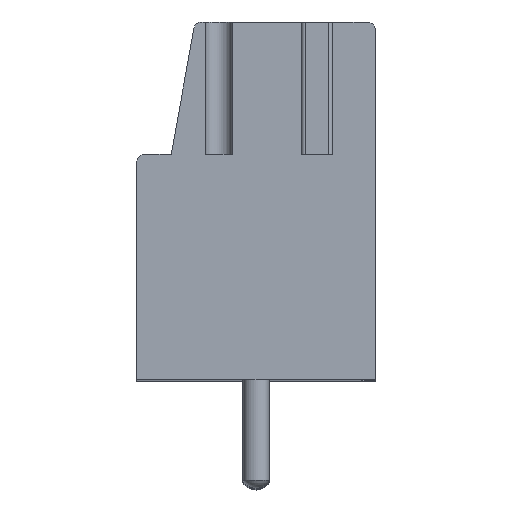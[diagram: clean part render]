
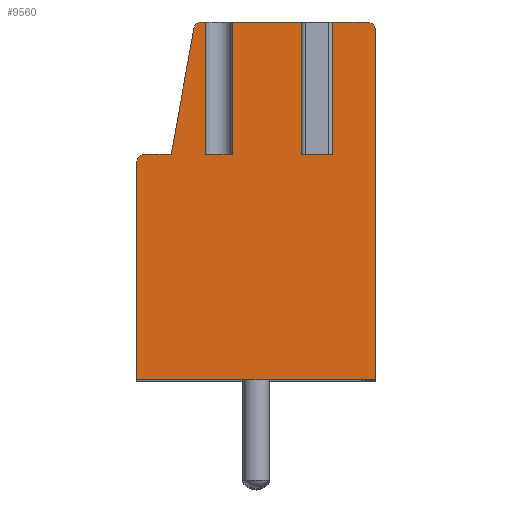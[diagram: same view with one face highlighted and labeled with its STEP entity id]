
A CAD part, top view. The second image highlights one B-rep face of the part: STEP entity #9560.
In plain terms, the highlighted planar face has unit normal (0, 0, 1).
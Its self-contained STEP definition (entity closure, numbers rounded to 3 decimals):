
#52=DIRECTION('',(1.,0.,0.));
#53=VECTOR('',#52,1.);
#54=CARTESIAN_POINT('',(-1.9,3.36,37.5));
#55=LINE('',#54,#53);
#56=DIRECTION('',(0.,1.,0.));
#57=VECTOR('',#56,5.);
#58=CARTESIAN_POINT('',(-0.9,3.36,37.5));
#59=LINE('',#58,#57);
#60=DIRECTION('',(-1.,0.,0.));
#61=VECTOR('',#60,2.8);
#62=CARTESIAN_POINT('',(1.9,8.36,37.5));
#63=LINE('',#62,#61);
#64=DIRECTION('',(0.,1.,0.));
#65=VECTOR('',#64,5.);
#66=CARTESIAN_POINT('',(1.9,3.36,37.5));
#67=LINE('',#66,#65);
#68=DIRECTION('',(1.,0.,0.));
#69=VECTOR('',#68,0.8);
#70=CARTESIAN_POINT('',(1.9,3.36,37.5));
#71=LINE('',#70,#69);
#72=DIRECTION('',(0.,1.,0.));
#73=VECTOR('',#72,5.);
#74=CARTESIAN_POINT('',(2.7,3.36,37.5));
#75=LINE('',#74,#73);
#76=DIRECTION('',(-1.,0.,0.));
#77=VECTOR('',#76,1.5);
#78=CARTESIAN_POINT('',(4.2,8.36,37.5));
#79=LINE('',#78,#77);
#80=CARTESIAN_POINT('',(4.2,8.06,37.5));
#81=DIRECTION('',(0.,0.,1.));
#82=DIRECTION('',(1.,0.,0.));
#83=AXIS2_PLACEMENT_3D('',#80,#81,#82);
#85=DIRECTION('',(0.,1.,0.));
#86=VECTOR('',#85,13.2);
#87=CARTESIAN_POINT('',(4.5,-5.14,37.5));
#88=LINE('',#87,#86);
#89=DIRECTION('',(1.,0.,0.));
#90=VECTOR('',#89,9.);
#91=CARTESIAN_POINT('',(-4.5,-5.14,37.5));
#92=LINE('',#91,#90);
#93=DIRECTION('',(0.,-1.,0.));
#94=VECTOR('',#93,8.2);
#95=CARTESIAN_POINT('',(-4.5,3.06,37.5));
#96=LINE('',#95,#94);
#97=CARTESIAN_POINT('',(-4.2,3.06,37.5));
#98=DIRECTION('',(0.,0.,1.));
#99=DIRECTION('',(0.,1.,0.));
#100=AXIS2_PLACEMENT_3D('',#97,#98,#99);
#102=DIRECTION('',(-1.,0.,0.));
#103=VECTOR('',#102,1.);
#104=CARTESIAN_POINT('',(-3.2,3.36,37.5));
#105=LINE('',#104,#103);
#106=DIRECTION('',(-0.177,-0.984,0.));
#107=VECTOR('',#106,4.829);
#108=CARTESIAN_POINT('',(-2.345,8.113,37.5));
#109=LINE('',#108,#107);
#110=CARTESIAN_POINT('',(-2.05,8.06,37.5));
#111=DIRECTION('',(0.,0.,1.));
#112=DIRECTION('',(0.,1.,0.));
#113=AXIS2_PLACEMENT_3D('',#110,#111,#112);
#115=DIRECTION('',(-1.,0.,0.));
#116=VECTOR('',#115,0.15);
#117=CARTESIAN_POINT('',(-1.9,8.36,37.5));
#118=LINE('',#117,#116);
#119=DIRECTION('',(0.,1.,0.));
#120=VECTOR('',#119,5.);
#121=CARTESIAN_POINT('',(-1.9,3.36,37.5));
#122=LINE('',#121,#120);
#7414=CARTESIAN_POINT('',(4.5,-5.14,37.5));
#7415=CARTESIAN_POINT('',(4.5,8.06,37.5));
#7416=VERTEX_POINT('',#7414);
#7417=VERTEX_POINT('',#7415);
#7418=CARTESIAN_POINT('',(4.2,8.36,37.5));
#7419=VERTEX_POINT('',#7418);
#7420=CARTESIAN_POINT('',(-2.05,8.36,37.5));
#7421=CARTESIAN_POINT('',(-2.345,8.113,37.5));
#7422=VERTEX_POINT('',#7420);
#7423=VERTEX_POINT('',#7421);
#7424=CARTESIAN_POINT('',(-3.2,3.36,37.5));
#7425=VERTEX_POINT('',#7424);
#7426=CARTESIAN_POINT('',(-4.2,3.36,37.5));
#7427=VERTEX_POINT('',#7426);
#7428=CARTESIAN_POINT('',(-4.5,3.06,37.5));
#7429=VERTEX_POINT('',#7428);
#7430=CARTESIAN_POINT('',(-4.5,-5.14,37.5));
#7431=VERTEX_POINT('',#7430);
#7729=CARTESIAN_POINT('',(1.9,3.36,37.5));
#7730=CARTESIAN_POINT('',(2.7,3.36,37.5));
#7731=VERTEX_POINT('',#7729);
#7732=VERTEX_POINT('',#7730);
#7733=CARTESIAN_POINT('',(2.7,8.36,37.5));
#7734=VERTEX_POINT('',#7733);
#7735=CARTESIAN_POINT('',(1.9,8.36,37.5));
#7736=VERTEX_POINT('',#7735);
#7757=CARTESIAN_POINT('',(-1.9,3.36,37.5));
#7758=CARTESIAN_POINT('',(-0.9,3.36,37.5));
#7759=VERTEX_POINT('',#7757);
#7760=VERTEX_POINT('',#7758);
#7761=CARTESIAN_POINT('',(-0.9,8.36,37.5));
#7762=VERTEX_POINT('',#7761);
#7763=CARTESIAN_POINT('',(-1.9,8.36,37.5));
#7764=VERTEX_POINT('',#7763);
#9519=CARTESIAN_POINT('',(0.,0.,37.5));
#9520=DIRECTION('',(0.,0.,1.));
#9521=DIRECTION('',(1.,0.,0.));
#9522=AXIS2_PLACEMENT_3D('',#9519,#9520,#9521);
#9523=PLANE('',#9522);
#9525=ORIENTED_EDGE('',*,*,#9524,.T.);
#9527=ORIENTED_EDGE('',*,*,#9526,.T.);
#9529=ORIENTED_EDGE('',*,*,#9528,.F.);
#9531=ORIENTED_EDGE('',*,*,#9530,.F.);
#9533=ORIENTED_EDGE('',*,*,#9532,.T.);
#9535=ORIENTED_EDGE('',*,*,#9534,.T.);
#9537=ORIENTED_EDGE('',*,*,#9536,.F.);
#9539=ORIENTED_EDGE('',*,*,#9538,.F.);
#9541=ORIENTED_EDGE('',*,*,#9540,.F.);
#9543=ORIENTED_EDGE('',*,*,#9542,.F.);
#9545=ORIENTED_EDGE('',*,*,#9544,.F.);
#9547=ORIENTED_EDGE('',*,*,#9546,.F.);
#9549=ORIENTED_EDGE('',*,*,#9548,.F.);
#9551=ORIENTED_EDGE('',*,*,#9550,.F.);
#9553=ORIENTED_EDGE('',*,*,#9552,.F.);
#9555=ORIENTED_EDGE('',*,*,#9554,.F.);
#9557=ORIENTED_EDGE('',*,*,#9556,.F.);
#9558=EDGE_LOOP('',(#9525,#9527,#9529,#9531,#9533,#9535,#9537,#9539,#9541,#9543,
#9545,#9547,#9549,#9551,#9553,#9555,#9557));
#9559=FACE_OUTER_BOUND('',#9558,.F.);
#84=CIRCLE('',#83,0.3);
#101=CIRCLE('',#100,0.3);
#114=CIRCLE('',#113,0.3);
#9524=EDGE_CURVE('',#7759,#7760,#55,.T.);
#9526=EDGE_CURVE('',#7760,#7762,#59,.T.);
#9528=EDGE_CURVE('',#7736,#7762,#63,.T.);
#9530=EDGE_CURVE('',#7731,#7736,#67,.T.);
#9532=EDGE_CURVE('',#7731,#7732,#71,.T.);
#9534=EDGE_CURVE('',#7732,#7734,#75,.T.);
#9536=EDGE_CURVE('',#7419,#7734,#79,.T.);
#9538=EDGE_CURVE('',#7417,#7419,#84,.T.);
#9540=EDGE_CURVE('',#7416,#7417,#88,.T.);
#9542=EDGE_CURVE('',#7431,#7416,#92,.T.);
#9544=EDGE_CURVE('',#7429,#7431,#96,.T.);
#9546=EDGE_CURVE('',#7427,#7429,#101,.T.);
#9548=EDGE_CURVE('',#7425,#7427,#105,.T.);
#9550=EDGE_CURVE('',#7423,#7425,#109,.T.);
#9552=EDGE_CURVE('',#7422,#7423,#114,.T.);
#9554=EDGE_CURVE('',#7764,#7422,#118,.T.);
#9556=EDGE_CURVE('',#7759,#7764,#122,.T.);
#9560=ADVANCED_FACE('',(#9559),#9523,.T.);
